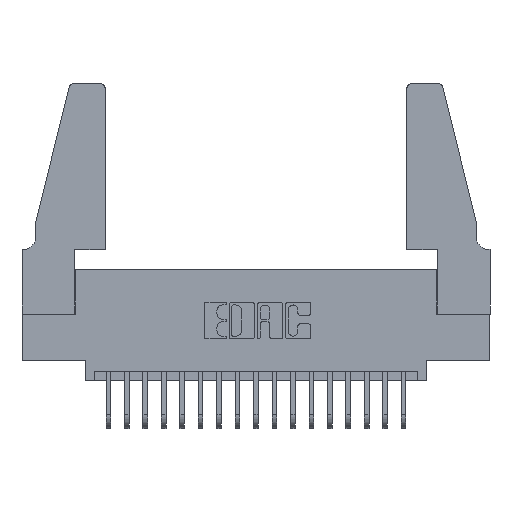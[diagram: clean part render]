
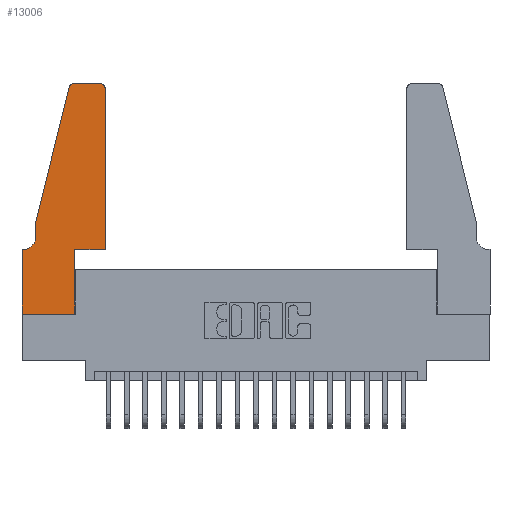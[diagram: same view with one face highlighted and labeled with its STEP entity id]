
A CAD part, top view. The second image highlights one B-rep face of the part: STEP entity #13006.
In plain terms, the highlighted planar face has unit normal (0, 0, 1).
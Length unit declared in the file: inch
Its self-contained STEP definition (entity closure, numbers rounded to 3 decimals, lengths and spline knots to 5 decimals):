
#272 = DIRECTION ( 'NONE',  ( -1., 0., 0. ) ) ;
#381 = FACE_OUTER_BOUND ( 'NONE', #14551, .T. ) ;
#459 = VERTEX_POINT ( 'NONE', #13980 ) ;
#584 = VECTOR ( 'NONE', #3906, 39.37008 ) ;
#753 = EDGE_CURVE ( 'NONE', #4094, #11220, #17051, .T. ) ;
#931 = AXIS2_PLACEMENT_3D ( 'NONE', #3181, #13283, #4626 ) ;
#1265 = DIRECTION ( 'NONE',  ( 0., -1., 0. ) ) ;
#1507 = VECTOR ( 'NONE', #17469, 39.37008 ) ;
#1958 = VERTEX_POINT ( 'NONE', #4844 ) ;
#1993 = DIRECTION ( 'NONE',  ( 0., 0., -1. ) ) ;
#2079 = CARTESIAN_POINT ( 'NONE',  ( 0.0055, 0.42, 0.37 ) ) ;
#2612 = VECTOR ( 'NONE', #5852, 39.37008 ) ;
#2630 = CARTESIAN_POINT ( 'NONE',  ( 0.2865, 0.35, 0.37 ) ) ;
#2645 = VECTOR ( 'NONE', #2933, 39.37008 ) ;
#2933 = DIRECTION ( 'NONE',  ( 1., 0., 0. ) ) ;
#3181 = CARTESIAN_POINT ( 'NONE',  ( 0.4205, 1.22, 0.37 ) ) ;
#3297 = ORIENTED_EDGE ( 'NONE', *, *, #17869, .T. ) ;
#3455 = VERTEX_POINT ( 'NONE', #7123 ) ;
#3836 = VECTOR ( 'NONE', #1265, 39.37008 ) ;
#3906 = DIRECTION ( 'NONE',  ( 0., 1., 0. ) ) ;
#3963 = VERTEX_POINT ( 'NONE', #14061 ) ;
#3977 = VECTOR ( 'NONE', #272, 39.37008 ) ;
#4094 = VERTEX_POINT ( 'NONE', #12986 ) ;
#4626 = DIRECTION ( 'NONE',  ( 1., 0., 0. ) ) ;
#4823 = VERTEX_POINT ( 'NONE', #15798 ) ;
#4844 = CARTESIAN_POINT ( 'NONE',  ( 0., 0.35, 0.37 ) ) ;
#4966 = LINE ( 'NONE', #8216, #584 ) ;
#5476 = EDGE_CURVE ( 'NONE', #3963, #10853, #17748, .T. ) ;
#5802 = ORIENTED_EDGE ( 'NONE', *, *, #10063, .T. ) ;
#5852 = DIRECTION ( 'NONE',  ( 0., -1., 0. ) ) ;
#5878 = CARTESIAN_POINT ( 'NONE',  ( 0.0055, 0.35, 0.37 ) ) ;
#5893 = DIRECTION ( 'NONE',  ( -1., 0., 0. ) ) ;
#5950 = VERTEX_POINT ( 'NONE', #15344 ) ;
#6194 = ORIENTED_EDGE ( 'NONE', *, *, #16052, .T. ) ;
#6548 = PLANE ( 'NONE',  #8956 ) ;
#6750 = VECTOR ( 'NONE', #6961, 39.37008 ) ;
#6754 = EDGE_CURVE ( 'NONE', #1958, #18270, #7227, .T. ) ;
#6951 = AXIS2_PLACEMENT_3D ( 'NONE', #2079, #1993, #13212 ) ;
#6961 = DIRECTION ( 'NONE',  ( 0., 1., 0. ) ) ;
#7123 = CARTESIAN_POINT ( 'NONE',  ( 0.25487, 1.22718, 0.37 ) ) ;
#7130 = CIRCLE ( 'NONE', #15984, 0.03 ) ;
#7225 = EDGE_CURVE ( 'NONE', #4823, #3963, #10634, .T. ) ;
#7227 = LINE ( 'NONE', #16894, #3836 ) ;
#7294 = CARTESIAN_POINT ( 'NONE',  ( 0.0755, 0.35, 0.37 ) ) ;
#7587 = ORIENTED_EDGE ( 'NONE', *, *, #7225, .T. ) ;
#7675 = CARTESIAN_POINT ( 'NONE',  ( 0.284, 1.22, 0.37 ) ) ;
#7715 = ORIENTED_EDGE ( 'NONE', *, *, #17358, .T. ) ;
#7998 = DIRECTION ( 'NONE',  ( 1., 0., 0. ) ) ;
#8003 = CARTESIAN_POINT ( 'NONE',  ( 0.4505, 0.35, 0.37 ) ) ;
#8063 = CARTESIAN_POINT ( 'NONE',  ( 0.4505, 1.22, 0.37 ) ) ;
#8155 = ORIENTED_EDGE ( 'NONE', *, *, #14353, .T. ) ;
#8188 = ORIENTED_EDGE ( 'NONE', *, *, #13333, .T. ) ;
#8216 = CARTESIAN_POINT ( 'NONE',  ( 0.4505, 0.35, 0.37 ) ) ;
#8281 = ORIENTED_EDGE ( 'NONE', *, *, #5476, .T. ) ;
#8797 = EDGE_CURVE ( 'NONE', #459, #5950, #11717, .T. ) ;
#8956 = AXIS2_PLACEMENT_3D ( 'NONE', #13729, #16488, #7998 ) ;
#9079 = CARTESIAN_POINT ( 'NONE',  ( 0.0755, 0.5, 0.37 ) ) ;
#9149 = DIRECTION ( 'NONE',  ( 1., 0., 0. ) ) ;
#9501 = VECTOR ( 'NONE', #5893, 39.37008 ) ;
#10063 = EDGE_CURVE ( 'NONE', #13039, #459, #13671, .T. ) ;
#10554 = EDGE_CURVE ( 'NONE', #14490, #4094, #16862, .T. ) ;
#10634 = LINE ( 'NONE', #2630, #6750 ) ;
#10812 = DIRECTION ( 'NONE',  ( 1., 0., 0. ) ) ;
#10853 = VERTEX_POINT ( 'NONE', #8003 ) ;
#11220 = VERTEX_POINT ( 'NONE', #5878 ) ;
#11717 = LINE ( 'NONE', #17439, #3977 ) ;
#12004 = ORIENTED_EDGE ( 'NONE', *, *, #8797, .T. ) ;
#12986 = CARTESIAN_POINT ( 'NONE',  ( 0.0755, 0.42, 0.37 ) ) ;
#13006 = ADVANCED_FACE ( 'NONE', ( #381 ), #6548, .T. ) ;
#13034 = CARTESIAN_POINT ( 'NONE',  ( 0.4505, 0.35, 0.37 ) ) ;
#13039 = VERTEX_POINT ( 'NONE', #8063 ) ;
#13058 = LINE ( 'NONE', #9079, #1507 ) ;
#13212 = DIRECTION ( 'NONE',  ( -1., 0., 0. ) ) ;
#13283 = DIRECTION ( 'NONE',  ( 0., 0., 1. ) ) ;
#13333 = EDGE_CURVE ( 'NONE', #11220, #1958, #16966, .T. ) ;
#13567 = ORIENTED_EDGE ( 'NONE', *, *, #10554, .T. ) ;
#13610 = CARTESIAN_POINT ( 'NONE',  ( 0., 0., 0.37 ) ) ;
#13671 = CIRCLE ( 'NONE', #931, 0.03 ) ;
#13729 = CARTESIAN_POINT ( 'NONE',  ( 0., 0.35, 0.37 ) ) ;
#13980 = CARTESIAN_POINT ( 'NONE',  ( 0.4205, 1.25, 0.37 ) ) ;
#14061 = CARTESIAN_POINT ( 'NONE',  ( 0.2865, 0.35, 0.37 ) ) ;
#14353 = EDGE_CURVE ( 'NONE', #3455, #14490, #13058, .T. ) ;
#14448 = CARTESIAN_POINT ( 'NONE',  ( 0.0755, 0.5, 0.37 ) ) ;
#14490 = VERTEX_POINT ( 'NONE', #16346 ) ;
#14551 = EDGE_LOOP ( 'NONE', ( #12004, #3297, #8155, #13567, #17569, #8188, #18545, #7715, #7587, #8281, #6194, #5802 ) ) ;
#15344 = CARTESIAN_POINT ( 'NONE',  ( 0.284, 1.25, 0.37 ) ) ;
#15798 = CARTESIAN_POINT ( 'NONE',  ( 0.2865, 0., 0.37 ) ) ;
#15984 = AXIS2_PLACEMENT_3D ( 'NONE', #7675, #17531, #9149 ) ;
#16052 = EDGE_CURVE ( 'NONE', #10853, #13039, #4966, .T. ) ;
#16346 = CARTESIAN_POINT ( 'NONE',  ( 0.0755, 0.5, 0.37 ) ) ;
#16488 = DIRECTION ( 'NONE',  ( 0., 0., 1. ) ) ;
#16862 = LINE ( 'NONE', #14448, #2612 ) ;
#16894 = CARTESIAN_POINT ( 'NONE',  ( 0., 0., 0.37 ) ) ;
#16906 = VECTOR ( 'NONE', #10812, 39.37008 ) ;
#16966 = LINE ( 'NONE', #7294, #9501 ) ;
#17051 = CIRCLE ( 'NONE', #6951, 0.07 ) ;
#17053 = CARTESIAN_POINT ( 'NONE',  ( 0., 0., 0.37 ) ) ;
#17339 = LINE ( 'NONE', #13610, #16906 ) ;
#17358 = EDGE_CURVE ( 'NONE', #18270, #4823, #17339, .T. ) ;
#17439 = CARTESIAN_POINT ( 'NONE',  ( 0.2605, 1.25, 0.37 ) ) ;
#17469 = DIRECTION ( 'NONE',  ( -0.239, -0.971, 0. ) ) ;
#17531 = DIRECTION ( 'NONE',  ( 0., 0., 1. ) ) ;
#17569 = ORIENTED_EDGE ( 'NONE', *, *, #753, .T. ) ;
#17748 = LINE ( 'NONE', #13034, #2645 ) ;
#17869 = EDGE_CURVE ( 'NONE', #5950, #3455, #7130, .T. ) ;
#18270 = VERTEX_POINT ( 'NONE', #17053 ) ;
#18545 = ORIENTED_EDGE ( 'NONE', *, *, #6754, .T. ) ;
